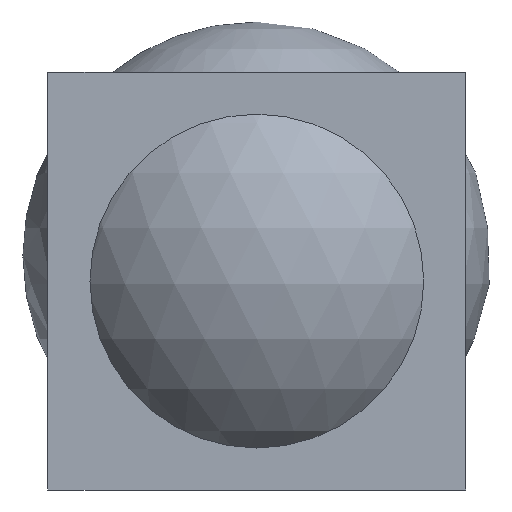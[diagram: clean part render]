
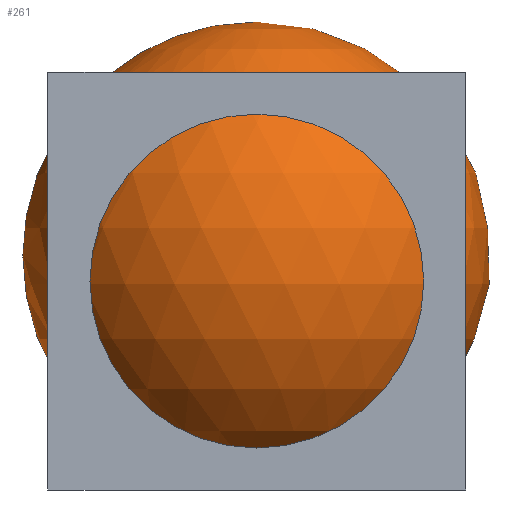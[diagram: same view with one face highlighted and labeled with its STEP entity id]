
A CAD part, front view. The second image highlights one B-rep face of the part: STEP entity #261.
In plain terms, the highlighted spherical face has radius 14 mm.
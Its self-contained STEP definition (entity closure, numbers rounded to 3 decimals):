
#70=FACE_OUTER_BOUND('',#82,.T.);
#82=EDGE_LOOP('',(#185,#186,#187,#188,#189,#190,#191));
#103=CIRCLE('',#288,14.);
#104=CIRCLE('',#289,14.);
#105=CIRCLE('',#290,14.);
#106=CIRCLE('',#291,14.);
#107=CIRCLE('',#292,14.);
#108=CIRCLE('',#293,1.67);
#122=VERTEX_POINT('',#402);
#123=VERTEX_POINT('',#403);
#124=VERTEX_POINT('',#405);
#125=VERTEX_POINT('',#407);
#126=VERTEX_POINT('',#409);
#127=VERTEX_POINT('',#411);
#148=EDGE_CURVE('',#122,#123,#103,.T.);
#149=EDGE_CURVE('',#124,#122,#104,.T.);
#150=EDGE_CURVE('',#125,#124,#105,.T.);
#151=EDGE_CURVE('',#126,#124,#106,.T.);
#152=EDGE_CURVE('',#127,#126,#107,.T.);
#153=EDGE_CURVE('',#123,#127,#108,.T.);
#185=ORIENTED_EDGE('',*,*,#148,.F.);
#186=ORIENTED_EDGE('',*,*,#149,.F.);
#187=ORIENTED_EDGE('',*,*,#150,.F.);
#188=ORIENTED_EDGE('',*,*,#150,.T.);
#189=ORIENTED_EDGE('',*,*,#151,.F.);
#190=ORIENTED_EDGE('',*,*,#152,.F.);
#191=ORIENTED_EDGE('',*,*,#153,.F.);
#259=SPHERICAL_SURFACE('',#287,14.);
#261=ADVANCED_FACE('',(#70),#259,.T.);
#287=AXIS2_PLACEMENT_3D('',#401,#320,#321);
#288=AXIS2_PLACEMENT_3D('',#404,#322,#323);
#289=AXIS2_PLACEMENT_3D('',#406,#324,#325);
#290=AXIS2_PLACEMENT_3D('',#408,#326,#327);
#291=AXIS2_PLACEMENT_3D('',#410,#328,#329);
#292=AXIS2_PLACEMENT_3D('',#412,#330,#331);
#293=AXIS2_PLACEMENT_3D('',#413,#332,#333);
#320=DIRECTION('center_axis',(0.,0.,1.));
#321=DIRECTION('ref_axis',(1.,0.,0.));
#322=DIRECTION('center_axis',(0.,-1.,0.));
#323=DIRECTION('ref_axis',(0.,0.,-1.));
#324=DIRECTION('center_axis',(1.,0.,0.));
#325=DIRECTION('ref_axis',(0.,0.,-1.));
#326=DIRECTION('center_axis',(0.,-1.,0.));
#327=DIRECTION('ref_axis',(-1.,0.,0.));
#328=DIRECTION('center_axis',(1.,0.,0.));
#329=DIRECTION('ref_axis',(0.,0.,-1.));
#330=DIRECTION('center_axis',(0.,1.,0.));
#331=DIRECTION('ref_axis',(0.,0.,1.));
#332=DIRECTION('center_axis',(0.,0.,-1.));
#333=DIRECTION('ref_axis',(0.,1.,0.));
#401=CARTESIAN_POINT('Origin',(-12.5,12.5,14.));
#402=CARTESIAN_POINT('',(-12.501,12.6,0.));
#403=CARTESIAN_POINT('',(-10.833,12.6,0.1));
#404=CARTESIAN_POINT('Origin',(-12.5,12.6,14.));
#405=CARTESIAN_POINT('',(-12.501,12.5,0.));
#406=CARTESIAN_POINT('Origin',(-12.501,12.5,14.));
#407=CARTESIAN_POINT('',(-12.5,12.5,28.));
#408=CARTESIAN_POINT('Origin',(-12.5,12.5,14.));
#409=CARTESIAN_POINT('',(-12.501,12.5,0.));
#410=CARTESIAN_POINT('Origin',(-12.501,12.5,14.));
#411=CARTESIAN_POINT('',(-10.83,12.5,0.1));
#412=CARTESIAN_POINT('Origin',(-12.5,12.5,14.));
#413=CARTESIAN_POINT('Origin',(-12.5,12.5,0.1));
